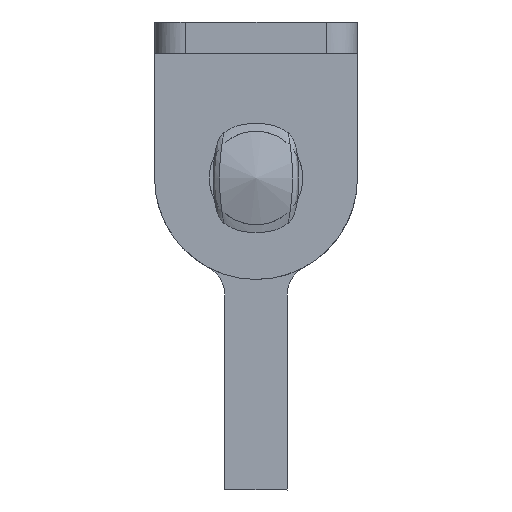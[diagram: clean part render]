
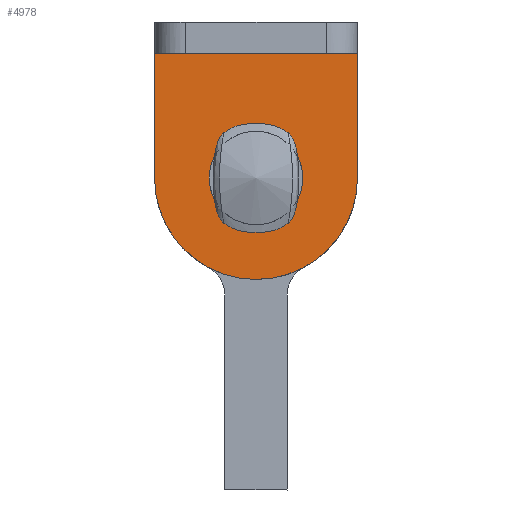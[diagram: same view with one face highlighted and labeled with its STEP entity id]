
A CAD part, left-side view. The second image highlights one B-rep face of the part: STEP entity #4978.
In plain terms, the highlighted free-form (B-spline) face has degree [1, 1] with [2, 2] control points.
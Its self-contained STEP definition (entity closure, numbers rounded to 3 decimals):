
#4095=CARTESIAN_POINT('',(-2.0,3.,0.));
#4096=VERTEX_POINT('',#4095);
#4097=CARTESIAN_POINT('',(-2.,2.212,-2.027));
#4098=VERTEX_POINT('',#4097);
#4099=CARTESIAN_POINT('',(-2.0,3.,0.));
#4100=CARTESIAN_POINT('',(-2.,3.,-0.255));
#4101=CARTESIAN_POINT('',(-2.,2.932,-0.788));
#4102=CARTESIAN_POINT('',(-2.,2.644,-1.48));
#4103=CARTESIAN_POINT('',(-2.,2.353,-1.873));
#4104=CARTESIAN_POINT('',(-2.,2.212,-2.027));
#4105=B_SPLINE_CURVE_WITH_KNOTS('',3,(#4099,#4100,#4101,#4102,#4103,#4104),.UNSPECIFIED.,.F.,.U.,(4,1,1,4),(0.,0.765,1.599,2.225),.UNSPECIFIED.);
#4106=EDGE_CURVE('',#4096,#4098,#4105,.T.);
#4153=CARTESIAN_POINT('',(-2.,-2.212,2.027));
#4154=VERTEX_POINT('',#4153);
#4160=CARTESIAN_POINT('',(-2.0,0.0,3.0));
#4161=VERTEX_POINT('',#4160);
#4162=CARTESIAN_POINT('',(-2.,-2.212,2.027));
#4163=CARTESIAN_POINT('',(-2.,-2.054,2.199));
#4164=CARTESIAN_POINT('',(-2.,-1.689,2.514));
#4165=CARTESIAN_POINT('',(-2.,-0.945,2.895));
#4166=CARTESIAN_POINT('',(-2.,-0.35,3.));
#4167=CARTESIAN_POINT('',(-2.0,0.0,3.0));
#4168=B_SPLINE_CURVE_WITH_KNOTS('',3,(#4162,#4163,#4164,#4165,#4166,#4167),.UNSPECIFIED.,.F.,.U.,(4,1,1,4),(0.,0.7,1.438,2.487),.UNSPECIFIED.);
#4169=EDGE_CURVE('',#4154,#4161,#4168,.T.);
#4171=CARTESIAN_POINT('',(-2.0,0.0,3.0));
#4172=CARTESIAN_POINT('',(-2.,0.319,3.));
#4173=CARTESIAN_POINT('',(-2.,0.822,2.919));
#4174=CARTESIAN_POINT('',(-2.,1.477,2.633));
#4175=CARTESIAN_POINT('',(-2.,1.893,2.344));
#4176=CARTESIAN_POINT('',(-2.,2.291,1.961));
#4177=CARTESIAN_POINT('',(-2.,2.649,1.472));
#4178=CARTESIAN_POINT('',(-2.,2.933,0.773));
#4179=CARTESIAN_POINT('',(-2.,3.,0.258));
#4180=CARTESIAN_POINT('',(-2.0,3.,0.));
#4181=B_SPLINE_CURVE_WITH_KNOTS('',3,(#4171,#4172,#4173,#4174,#4175,#4176,#4177,#4178,#4179,#4180),.UNSPECIFIED.,.F.,.U.,(4,1,1,1,1,1,1,4),(0.,0.957,1.509,2.135,2.467,3.166,3.939,4.712),.UNSPECIFIED.);
#4182=EDGE_CURVE('',#4161,#4096,#4181,.T.);
#4205=CARTESIAN_POINT('',(-2.0,0.0,-3.0));
#4206=VERTEX_POINT('',#4205);
#4207=CARTESIAN_POINT('',(-2.,2.212,-2.027));
#4208=CARTESIAN_POINT('',(-2.,2.054,-2.199));
#4209=CARTESIAN_POINT('',(-2.,1.689,-2.514));
#4210=CARTESIAN_POINT('',(-2.,0.945,-2.895));
#4211=CARTESIAN_POINT('',(-2.,0.35,-3.));
#4212=CARTESIAN_POINT('',(-2.0,0.0,-3.0));
#4213=B_SPLINE_CURVE_WITH_KNOTS('',3,(#4207,#4208,#4209,#4210,#4211,#4212),.UNSPECIFIED.,.F.,.U.,(4,1,1,4),(0.,0.7,1.438,2.487),.UNSPECIFIED.);
#4214=EDGE_CURVE('',#4098,#4206,#4213,.T.);
#4216=CARTESIAN_POINT('',(-2.0,-3.,0.));
#4217=VERTEX_POINT('',#4216);
#4218=CARTESIAN_POINT('',(-2.0,0.0,-3.0));
#4219=CARTESIAN_POINT('',(-2.0,-0.319,-3.));
#4220=CARTESIAN_POINT('',(-2.,-0.822,-2.919));
#4221=CARTESIAN_POINT('',(-2.,-1.534,-2.609));
#4222=CARTESIAN_POINT('',(-2.,-2.081,-2.203));
#4223=CARTESIAN_POINT('',(-2.,-2.574,-1.602));
#4224=CARTESIAN_POINT('',(-2.,-2.914,-0.871));
#4225=CARTESIAN_POINT('',(-2.,-3.,-0.295));
#4226=CARTESIAN_POINT('',(-2.0,-3.,0.));
#4227=B_SPLINE_CURVE_WITH_KNOTS('',3,(#4218,#4219,#4220,#4221,#4222,#4223,#4224,#4225,#4226),.UNSPECIFIED.,.F.,.U.,(4,1,1,1,1,1,4),(0.,0.957,1.509,2.319,2.982,3.829,4.712),.UNSPECIFIED.);
#4228=EDGE_CURVE('',#4206,#4217,#4227,.T.);
#4230=CARTESIAN_POINT('',(-2.0,-3.,0.));
#4231=CARTESIAN_POINT('',(-2.,-3.,0.209));
#4232=CARTESIAN_POINT('',(-2.,-2.959,0.603));
#4233=CARTESIAN_POINT('',(-2.,-2.738,1.314));
#4234=CARTESIAN_POINT('',(-2.,-2.447,1.771));
#4235=CARTESIAN_POINT('',(-2.,-2.212,2.027));
#4236=B_SPLINE_CURVE_WITH_KNOTS('',3,(#4230,#4231,#4232,#4233,#4234,#4235),.UNSPECIFIED.,.F.,.U.,(4,1,1,4),(0.,0.626,1.182,2.225),.UNSPECIFIED.);
#4237=EDGE_CURVE('',#4217,#4154,#4236,.T.);
#4792=CARTESIAN_POINT('',(-2.,6.5,8.0));
#4793=VERTEX_POINT('',#4792);
#4799=CARTESIAN_POINT('',(-2.,-6.5,8.0));
#4800=VERTEX_POINT('',#4799);
#4801=CARTESIAN_POINT('',(-2.,-6.5,8.0));
#4802=CARTESIAN_POINT('',(-2.,6.5,8.0));
#4803=QUASI_UNIFORM_CURVE('',1,(#4801,#4802),.UNSPECIFIED.,.F.,.U.);
#4804=EDGE_CURVE('',#4800,#4793,#4803,.T.);
#4917=CARTESIAN_POINT('',(-2.,-7.149,-7.224));
#4918=CARTESIAN_POINT('',(-2.,-7.149,8.724));
#4919=CARTESIAN_POINT('',(-2.,7.149,-7.224));
#4920=CARTESIAN_POINT('',(-2.,7.149,8.724));
#4921=B_SPLINE_SURFACE_WITH_KNOTS('',1,1,((#4917,#4919),(#4918,#4920)),.UNSPECIFIED.,.F.,.F.,.U.,(2,2),(2,2),(0.0,15.949),(0.0,14.299),.UNSPECIFIED.);
#4922=CARTESIAN_POINT('',(-2.,6.5,0.0));
#4923=VERTEX_POINT('',#4922);
#4924=CARTESIAN_POINT('',(-2.,6.5,0.0));
#4925=CARTESIAN_POINT('',(-2.,6.5,8.0));
#4926=QUASI_UNIFORM_CURVE('',1,(#4924,#4925),.UNSPECIFIED.,.F.,.U.);
#4927=EDGE_CURVE('',#4923,#4793,#4926,.T.);
#4928=ORIENTED_EDGE('',*,*,#4927,.F.);
#4929=CARTESIAN_POINT('',(-2.,0.,-6.5));
#4930=VERTEX_POINT('',#4929);
#4931=CARTESIAN_POINT('',(-2.,6.5,0.0));
#4932=CARTESIAN_POINT('',(-2.,6.5,-0.585));
#4933=CARTESIAN_POINT('',(-2.,6.366,-1.569));
#4934=CARTESIAN_POINT('',(-2.,5.903,-2.792));
#4935=CARTESIAN_POINT('',(-2.,5.299,-3.829));
#4936=CARTESIAN_POINT('',(-2.,4.6,-4.639));
#4937=CARTESIAN_POINT('',(-2.,3.653,-5.416));
#4938=CARTESIAN_POINT('',(-2.,2.605,-6.01));
#4939=CARTESIAN_POINT('',(-2.,1.303,-6.414));
#4940=CARTESIAN_POINT('',(-2.,0.425,-6.5));
#4941=CARTESIAN_POINT('',(-2.,0.,-6.5));
#4942=B_SPLINE_CURVE_WITH_KNOTS('',3,(#4931,#4932,#4933,#4934,#4935,#4936,#4937,#4938,#4939,#4940,#4941),.UNSPECIFIED.,.F.,.U.,(4,1,1,1,1,1,1,1,4),(0.,1.755,2.951,3.909,5.344,6.142,7.578,8.934,10.21),.UNSPECIFIED.);
#4943=EDGE_CURVE('',#4923,#4930,#4942,.T.);
#4944=ORIENTED_EDGE('',*,*,#4943,.T.);
#4945=CARTESIAN_POINT('',(-2.,-6.5,0.0));
#4946=VERTEX_POINT('',#4945);
#4947=CARTESIAN_POINT('',(-2.,0.,-6.5));
#4948=CARTESIAN_POINT('',(-2.,-0.425,-6.5));
#4949=CARTESIAN_POINT('',(-2.,-1.303,-6.414));
#4950=CARTESIAN_POINT('',(-2.,-2.452,-6.057));
#4951=CARTESIAN_POINT('',(-2.,-3.564,-5.48));
#4952=CARTESIAN_POINT('',(-2.,-4.45,-4.789));
#4953=CARTESIAN_POINT('',(-2.,-5.192,-3.95));
#4954=CARTESIAN_POINT('',(-2.,-5.73,-3.123));
#4955=CARTESIAN_POINT('',(-2.,-6.091,-2.321));
#4956=CARTESIAN_POINT('',(-2.,-6.408,-1.276));
#4957=CARTESIAN_POINT('',(-2.,-6.5,-0.532));
#4958=CARTESIAN_POINT('',(-2.,-6.5,0.0));
#4959=B_SPLINE_CURVE_WITH_KNOTS('',3,(#4947,#4948,#4949,#4950,#4951,#4952,#4953,#4954,#4955,#4956,#4957,#4958),.UNSPECIFIED.,.F.,.U.,(4,1,1,1,1,1,1,1,1,4),(0.,1.276,2.632,3.59,5.025,5.983,6.94,7.977,8.615,10.21),.UNSPECIFIED.);
#4960=EDGE_CURVE('',#4930,#4946,#4959,.T.);
#4961=ORIENTED_EDGE('',*,*,#4960,.T.);
#4962=CARTESIAN_POINT('',(-2.,-6.5,0.0));
#4963=CARTESIAN_POINT('',(-2.,-6.5,8.0));
#4964=QUASI_UNIFORM_CURVE('',1,(#4962,#4963),.UNSPECIFIED.,.F.,.U.);
#4965=EDGE_CURVE('',#4946,#4800,#4964,.T.);
#4966=ORIENTED_EDGE('',*,*,#4965,.T.);
#4967=ORIENTED_EDGE('',*,*,#4804,.T.);
#4968=EDGE_LOOP('',(#4928,#4944,#4961,#4966,#4967));
#4969=FACE_OUTER_BOUND('',#4968,.T.);
#4970=ORIENTED_EDGE('',*,*,#4228,.F.);
#4971=ORIENTED_EDGE('',*,*,#4214,.F.);
#4972=ORIENTED_EDGE('',*,*,#4106,.F.);
#4973=ORIENTED_EDGE('',*,*,#4182,.F.);
#4974=ORIENTED_EDGE('',*,*,#4169,.F.);
#4975=ORIENTED_EDGE('',*,*,#4237,.F.);
#4976=EDGE_LOOP('',(#4970,#4971,#4972,#4973,#4974,#4975));
#4977=FACE_BOUND('',#4976,.T.);
#4978=ADVANCED_FACE('',(#4969,#4977),#4921,.T.);
